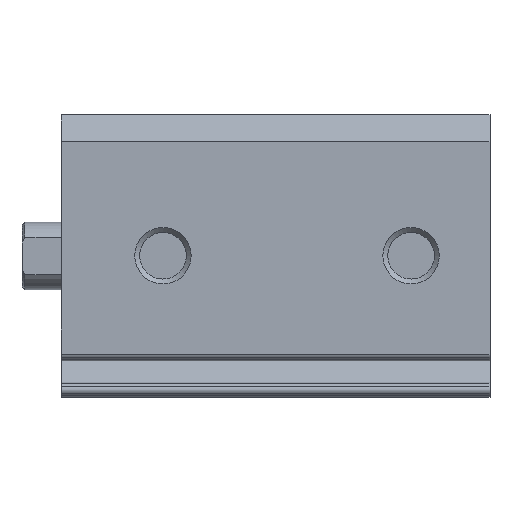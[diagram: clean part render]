
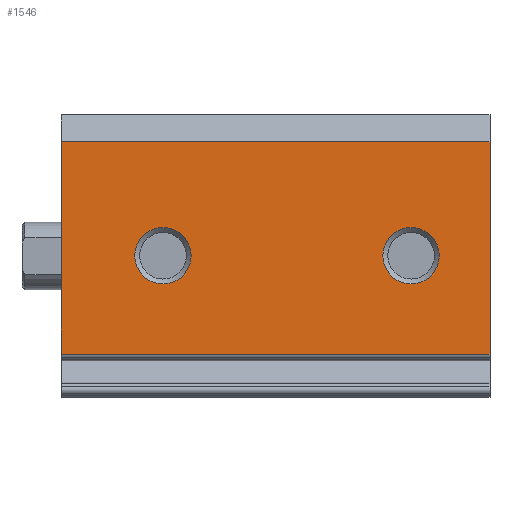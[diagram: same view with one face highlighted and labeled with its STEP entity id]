
A CAD part, top view. The second image highlights one B-rep face of the part: STEP entity #1546.
In plain terms, the highlighted face is planar.
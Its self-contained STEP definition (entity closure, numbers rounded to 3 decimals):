
#161=LINE('',#2550,#276);
#163=LINE('',#2558,#278);
#164=LINE('',#2560,#279);
#165=LINE('',#2562,#280);
#276=VECTOR('',#2042,1000.);
#278=VECTOR('',#2050,1000.);
#279=VECTOR('',#2051,1000.);
#280=VECTOR('',#2052,1000.);
#481=ORIENTED_EDGE('',*,*,#841,.T.);
#482=ORIENTED_EDGE('',*,*,#842,.T.);
#483=ORIENTED_EDGE('',*,*,#843,.T.);
#484=ORIENTED_EDGE('',*,*,#844,.F.);
#485=ORIENTED_EDGE('',*,*,#845,.F.);
#486=ORIENTED_EDGE('',*,*,#839,.T.);
#839=EDGE_CURVE('',#1013,#1012,#161,.T.);
#841=EDGE_CURVE('',#1014,#1014,#1117,.T.);
#842=EDGE_CURVE('',#1015,#1015,#1118,.T.);
#843=EDGE_CURVE('',#1012,#1016,#163,.T.);
#844=EDGE_CURVE('',#1017,#1016,#164,.T.);
#845=EDGE_CURVE('',#1013,#1017,#165,.T.);
#1012=VERTEX_POINT('',#2549);
#1013=VERTEX_POINT('',#2551);
#1014=VERTEX_POINT('',#2555);
#1015=VERTEX_POINT('',#2557);
#1016=VERTEX_POINT('',#2559);
#1017=VERTEX_POINT('',#2561);
#1117=CIRCLE('',#1704,2.5);
#1118=CIRCLE('',#1705,2.5);
#1221=EDGE_LOOP('',(#481));
#1222=EDGE_LOOP('',(#482));
#1223=EDGE_LOOP('',(#483,#484,#485,#486));
#1363=FACE_BOUND('',#1221,.T.);
#1364=FACE_BOUND('',#1222,.T.);
#1365=FACE_BOUND('',#1223,.T.);
#1481=PLANE('',#1703);
#1546=ADVANCED_FACE('',(#1363,#1364,#1365),#1481,.F.);
#1703=AXIS2_PLACEMENT_3D('',#2553,#2044,#2045);
#1704=AXIS2_PLACEMENT_3D('',#2554,#2046,#2047);
#1705=AXIS2_PLACEMENT_3D('',#2556,#2048,#2049);
#2042=DIRECTION('',(-1.,0.,0.));
#2044=DIRECTION('',(0.,-1.,0.));
#2045=DIRECTION('',(0.,0.,-1.));
#2046=DIRECTION('',(0.,-1.,0.));
#2047=DIRECTION('',(0.,0.,-1.));
#2048=DIRECTION('',(0.,-1.,0.));
#2049=DIRECTION('',(0.,0.,-1.));
#2050=DIRECTION('',(0.,0.,1.));
#2051=DIRECTION('',(-1.,0.,0.));
#2052=DIRECTION('',(0.,0.,1.));
#2549=CARTESIAN_POINT('',(0.,12.5,-10.127));
#2550=CARTESIAN_POINT('',(38.,12.5,-10.127));
#2551=CARTESIAN_POINT('',(38.,12.5,-10.127));
#2553=CARTESIAN_POINT('',(38.,12.5,-10.127));
#2554=CARTESIAN_POINT('',(31.,12.5,0.));
#2555=CARTESIAN_POINT('',(31.,12.5,-2.5));
#2556=CARTESIAN_POINT('',(9.,12.5,0.));
#2557=CARTESIAN_POINT('',(9.,12.5,-2.5));
#2558=CARTESIAN_POINT('',(0.,12.5,-10.127));
#2559=CARTESIAN_POINT('',(0.,12.5,8.717));
#2560=CARTESIAN_POINT('',(38.,12.5,8.717));
#2561=CARTESIAN_POINT('',(38.,12.5,8.717));
#2562=CARTESIAN_POINT('',(38.,12.5,-10.127));
